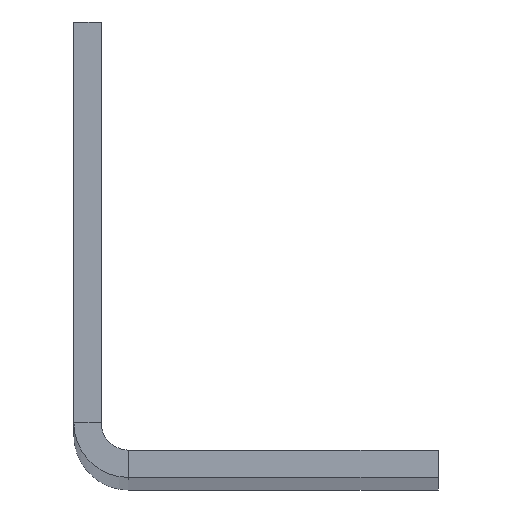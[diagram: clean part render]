
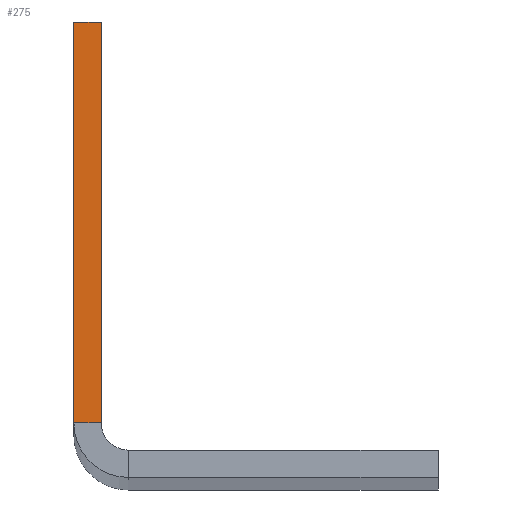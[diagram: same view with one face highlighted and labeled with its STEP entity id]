
A CAD part, top view. The second image highlights one B-rep face of the part: STEP entity #275.
In plain terms, the highlighted planar face has unit normal (0, 0, 1).
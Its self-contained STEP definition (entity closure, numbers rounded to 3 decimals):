
#275=ADVANCED_FACE('',(#751),#752,.F.);
#751=FACE_OUTER_BOUND('',#1235,.T.);
#752=PLANE('',#1236);
#1235=EDGE_LOOP('',(#3304,#3305,#3306,#3307));
#1236=AXIS2_PLACEMENT_3D('',#3308,#3309,#3310);
#3304=ORIENTED_EDGE('',*,*,#3901,.T.);
#3305=ORIENTED_EDGE('',*,*,#3500,.F.);
#3306=ORIENTED_EDGE('',*,*,#3387,.F.);
#3307=ORIENTED_EDGE('',*,*,#3737,.T.);
#3308=CARTESIAN_POINT('',(1.5,28.0,790.0));
#3309=DIRECTION('',(0.0,0.0,-1.0));
#3310=DIRECTION('',(0.0,-1.0,0.0));
#3387=EDGE_CURVE('',#4101,#4104,#4105,.T.);
#3500=EDGE_CURVE('',#4104,#4325,#4326,.T.);
#3737=EDGE_CURVE('',#4101,#4796,#4798,.T.);
#3901=EDGE_CURVE('',#4796,#4325,#5065,.T.);
#4101=VERTEX_POINT('',#5277);
#4104=VERTEX_POINT('',#5281);
#4105=LINE('',#5282,#5283);
#4325=VERTEX_POINT('',#5610);
#4326=LINE('',#5611,#5612);
#4796=VERTEX_POINT('',#6313);
#4798=LINE('',#6316,#6317);
#5065=LINE('',#6743,#6744);
#5277=CARTESIAN_POINT('',(3.0,6.0,790.0));
#5281=CARTESIAN_POINT('',(0.0,6.0,790.0));
#5282=CARTESIAN_POINT('',(3.0,6.0,790.0));
#5283=VECTOR('',#7109,3.0);
#5610=CARTESIAN_POINT('',(0.0,50.0,790.0));
#5611=CARTESIAN_POINT('',(0.0,6.0,790.0));
#5612=VECTOR('',#7232,44.0);
#6313=CARTESIAN_POINT('',(3.0,50.0,790.0));
#6316=CARTESIAN_POINT('',(3.0,6.0,790.0));
#6317=VECTOR('',#7477,44.0);
#6743=CARTESIAN_POINT('',(3.0,50.0,790.0));
#6744=VECTOR('',#7649,3.0);
#7109=DIRECTION('',(-1.0,0.0,0.0));
#7232=DIRECTION('',(0.0,1.0,0.0));
#7477=DIRECTION('',(0.0,1.0,0.0));
#7649=DIRECTION('',(-1.0,0.0,0.0));
